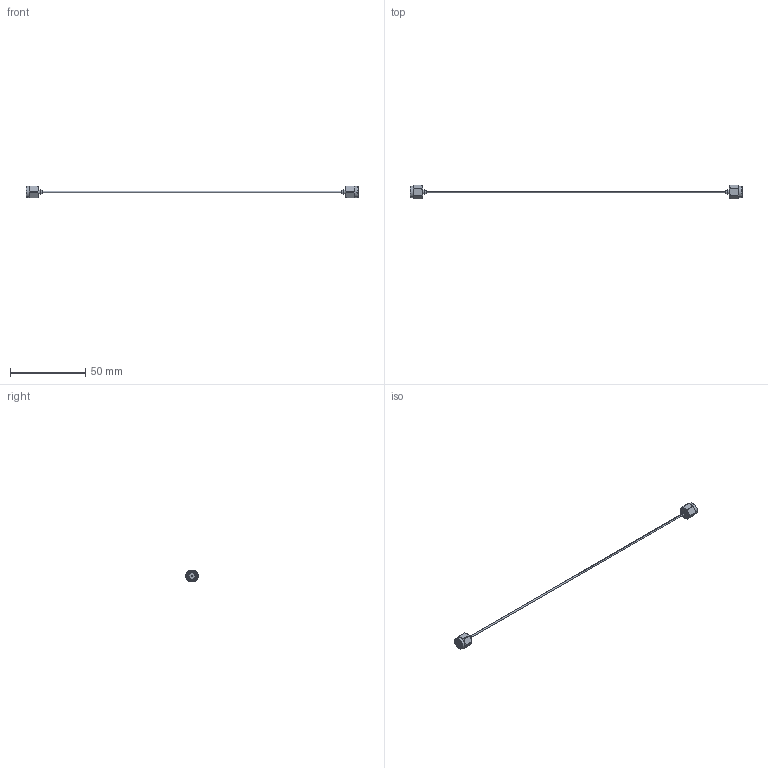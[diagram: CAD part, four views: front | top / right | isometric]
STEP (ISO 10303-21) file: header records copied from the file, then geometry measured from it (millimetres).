
FILE_DESCRIPTION (( 'STEP AP214' ), '1' );
FILE_NAME ('FMCA100382_3D.step', '2025-09-05T22:30:20', ( '' ), ( '' ), 'SwSTEP 2.0', 'SolidWorks 2022', '' );
FILE_SCHEMA (( 'AUTOMOTIVE_DESIGN' ));
Length unit declared in the file: inch
Products named in the file (3): PE517810; FMCA100382_3D; PE-SR047-NM^FMCA100382_WITH LABEL
Assembly tree (3 placements, depth 2):
  FMCA100382_3D
    PE-SR047-NM^FMCA100382_WITH LABEL
    PE517810  x2
Bounding box: 220.5 x 8.99 x 7.94 mm (x, y, z)
Volume: 904.5 mm3; surface area: 1915.1 mm2
Topology: 3 solids, 3 shells, 160 faces, 372 edges, 236 vertices
Faces by surface type: cylinder 80, plane 36, cone 34, bspline 10
Entity records: 3765 total; most frequent: CARTESIAN_POINT 1799, ORIENTED_EDGE 378, DIRECTION 377, EDGE_CURVE 189, AXIS2_PLACEMENT_3D 157, VERTEX_POINT 120, EDGE_LOOP 91, FACE_OUTER_BOUND 82
